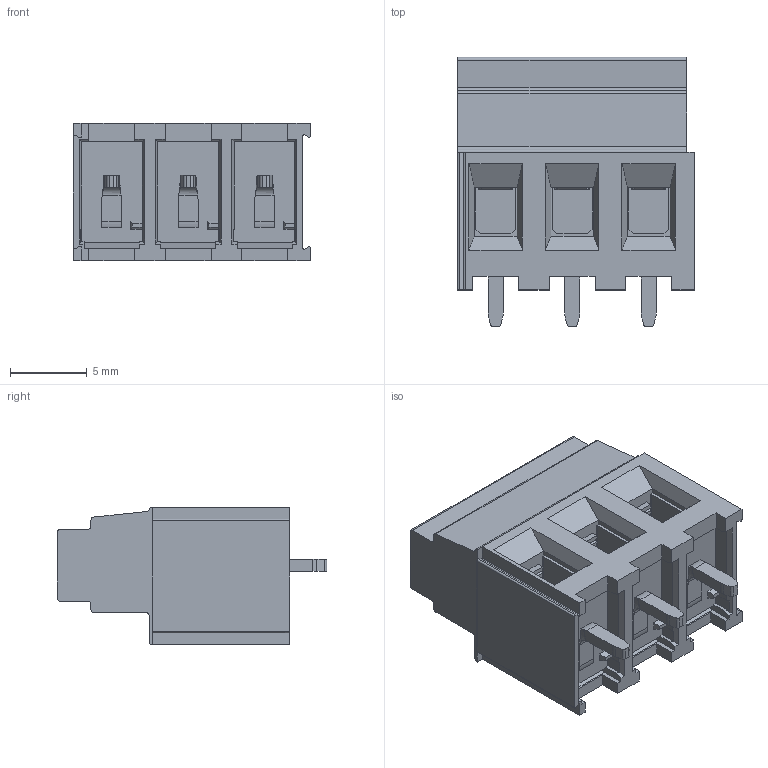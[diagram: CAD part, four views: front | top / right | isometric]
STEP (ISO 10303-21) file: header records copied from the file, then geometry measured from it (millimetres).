
FILE_DESCRIPTION(/* description */ (''),/* implementation_level */ '2;1');
FILE_NAME(/* name */ '100531580ugm000_b.stp',/* time_stamp */ '2015-06-15T08:20:33+02:00',/* author */ (''),/* organization */ (''),/* preprocessor_version */ 'ST-DEVELOPER v15',/* originating_system */ 'SIEMENS PLM Software NX 8.5',/* authorisation */ '');
FILE_SCHEMA (('AUTOMOTIVE_DESIGN { 1 0 10303 214 3 1 1 1 }'));
Length unit declared in the file: millimetre
Products named in the file (1): 100531580ugm000_b
Bounding box: 15.5 x 17.6 x 9 mm (x, y, z)
Volume: 1336.1 mm3; surface area: 1989.6 mm2
Topology: 1 solids, 3 shells, 486 faces, 1327 edges, 866 vertices
Faces by surface type: plane 401, cylinder 58, torus 12, bspline 12, cone 3
Full cylindrical faces by diameter (mm): 2.3 x3, 2.8 x3, 3.85 x3, 4 x3
Entity records: 16028 total; most frequent: CARTESIAN_POINT 3773, ORIENTED_EDGE 2606, DIRECTION 2350, EDGE_CURVE 1303, LINE 1122, VECTOR 1122, VERTEX_POINT 862, AXIS2_PLACEMENT_3D 614
